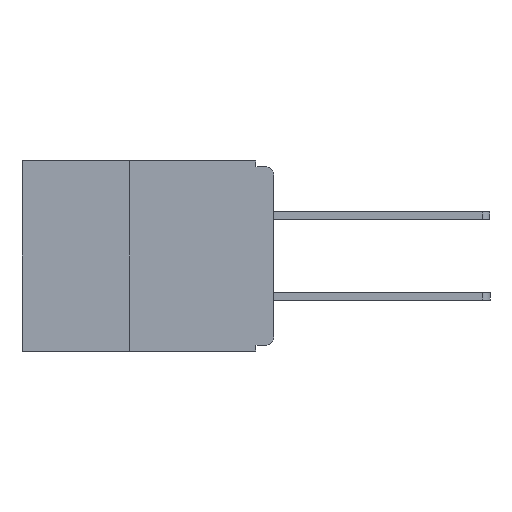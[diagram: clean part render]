
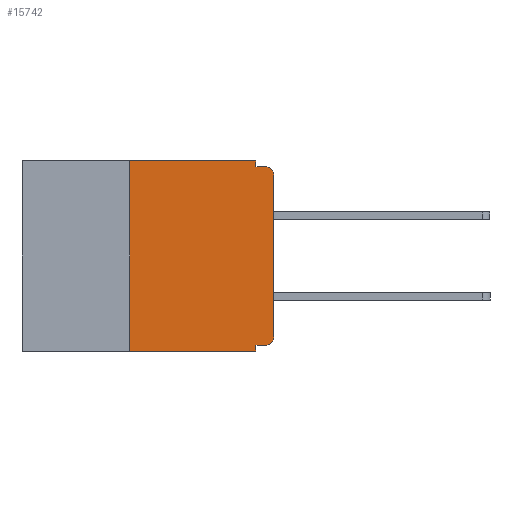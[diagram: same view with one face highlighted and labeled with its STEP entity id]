
A CAD part, left-side view. The second image highlights one B-rep face of the part: STEP entity #15742.
In plain terms, the highlighted planar face has unit normal (-1, 0, 0).
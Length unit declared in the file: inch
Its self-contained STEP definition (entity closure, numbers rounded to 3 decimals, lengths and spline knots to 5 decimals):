
#236 = VERTEX_POINT ( 'NONE', #27474 ) ;
#689 = CARTESIAN_POINT ( 'NONE',  ( 0., 0., -0.305 ) ) ;
#800 = VERTEX_POINT ( 'NONE', #17649 ) ;
#1231 = LINE ( 'NONE', #26281, #18347 ) ;
#1992 = VECTOR ( 'NONE', #31843, 39.37008 ) ;
#2157 = ORIENTED_EDGE ( 'NONE', *, *, #16678, .F. ) ;
#2277 = DIRECTION ( 'NONE',  ( 0., 0., 1. ) ) ;
#2555 = ORIENTED_EDGE ( 'NONE', *, *, #20246, .F. ) ;
#3113 = CIRCLE ( 'NONE', #19471, 0.015 ) ;
#3756 = FACE_OUTER_BOUND ( 'NONE', #32182, .T. ) ;
#3853 = ORIENTED_EDGE ( 'NONE', *, *, #18470, .F. ) ;
#4087 = DIRECTION ( 'NONE',  ( 0., 0., 1. ) ) ;
#4685 = DIRECTION ( 'NONE',  ( 0., -1., 0. ) ) ;
#5555 = CARTESIAN_POINT ( 'NONE',  ( 0., 0.015, -0.305 ) ) ;
#6659 = VERTEX_POINT ( 'NONE', #24481 ) ;
#7504 = EDGE_CURVE ( 'NONE', #800, #236, #22604, .T. ) ;
#8216 = CARTESIAN_POINT ( 'NONE',  ( 0., 0.031, 0. ) ) ;
#8313 = DIRECTION ( 'NONE',  ( 0., 0., -1. ) ) ;
#9091 = CARTESIAN_POINT ( 'NONE',  ( 0., 0.437, 0. ) ) ;
#9341 = EDGE_CURVE ( 'NONE', #26498, #236, #33676, .T. ) ;
#9888 = ORIENTED_EDGE ( 'NONE', *, *, #9341, .T. ) ;
#10155 = LINE ( 'NONE', #13224, #1992 ) ;
#11215 = ORIENTED_EDGE ( 'NONE', *, *, #30280, .F. ) ;
#11337 = LINE ( 'NONE', #34414, #24766 ) ;
#11781 = DIRECTION ( 'NONE',  ( -1., 0., 0. ) ) ;
#11852 = DIRECTION ( 'NONE',  ( 1., 0., 0. ) ) ;
#11900 = VECTOR ( 'NONE', #19548, 39.37008 ) ;
#12245 = CIRCLE ( 'NONE', #15721, 0.015 ) ;
#12300 = VECTOR ( 'NONE', #32786, 39.37008 ) ;
#12385 = EDGE_CURVE ( 'NONE', #13773, #15680, #3113, .T. ) ;
#12459 = VECTOR ( 'NONE', #34500, 39.37008 ) ;
#13224 = CARTESIAN_POINT ( 'NONE',  ( 0., 0.437, 0. ) ) ;
#13773 = VERTEX_POINT ( 'NONE', #27507 ) ;
#15268 = CARTESIAN_POINT ( 'NONE',  ( 0., 0.25, -0.33 ) ) ;
#15336 = EDGE_CURVE ( 'NONE', #26262, #33189, #1231, .T. ) ;
#15680 = VERTEX_POINT ( 'NONE', #689 ) ;
#15721 = AXIS2_PLACEMENT_3D ( 'NONE', #27818, #11781, #30461 ) ;
#15742 = ADVANCED_FACE ( 'NONE', ( #3756 ), #19766, .F. ) ;
#16678 = EDGE_CURVE ( 'NONE', #26897, #20727, #10155, .T. ) ;
#16829 = CARTESIAN_POINT ( 'NONE',  ( 0., 0.015, -0.01 ) ) ;
#17649 = CARTESIAN_POINT ( 'NONE',  ( 0., 0.031, -0.32 ) ) ;
#18347 = VECTOR ( 'NONE', #4685, 39.37008 ) ;
#18470 = EDGE_CURVE ( 'NONE', #26498, #26897, #25794, .T. ) ;
#19112 = LINE ( 'NONE', #32591, #11900 ) ;
#19471 = AXIS2_PLACEMENT_3D ( 'NONE', #5555, #24473, #8313 ) ;
#19539 = CARTESIAN_POINT ( 'NONE',  ( 0., 0.031, -0.01 ) ) ;
#19548 = DIRECTION ( 'NONE',  ( 0., 0., -1. ) ) ;
#19592 = ORIENTED_EDGE ( 'NONE', *, *, #27855, .T. ) ;
#19722 = CARTESIAN_POINT ( 'NONE',  ( 0., 0.25, 0. ) ) ;
#19766 = PLANE ( 'NONE',  #28668 ) ;
#19924 = CARTESIAN_POINT ( 'NONE',  ( 0., 0.031, -0.33 ) ) ;
#20246 = EDGE_CURVE ( 'NONE', #20727, #26262, #19112, .T. ) ;
#20727 = VERTEX_POINT ( 'NONE', #8216 ) ;
#21386 = EDGE_CURVE ( 'NONE', #6659, #33189, #12245, .T. ) ;
#21769 = VECTOR ( 'NONE', #33068, 39.37008 ) ;
#22058 = ORIENTED_EDGE ( 'NONE', *, *, #21386, .T. ) ;
#22604 = LINE ( 'NONE', #19924, #21769 ) ;
#23320 = ORIENTED_EDGE ( 'NONE', *, *, #15336, .F. ) ;
#24203 = ORIENTED_EDGE ( 'NONE', *, *, #7504, .F. ) ;
#24473 = DIRECTION ( 'NONE',  ( -1., 0., 0. ) ) ;
#24481 = CARTESIAN_POINT ( 'NONE',  ( 0., 0., -0.025 ) ) ;
#24766 = VECTOR ( 'NONE', #2277, 39.37008 ) ;
#24961 = VECTOR ( 'NONE', #4087, 39.37008 ) ;
#25588 = CARTESIAN_POINT ( 'NONE',  ( 0., 0.25, -0.33 ) ) ;
#25794 = LINE ( 'NONE', #25588, #24961 ) ;
#26262 = VERTEX_POINT ( 'NONE', #19539 ) ;
#26281 = CARTESIAN_POINT ( 'NONE',  ( 0., 0., -0.01 ) ) ;
#26498 = VERTEX_POINT ( 'NONE', #15268 ) ;
#26897 = VERTEX_POINT ( 'NONE', #19722 ) ;
#27369 = LINE ( 'NONE', #30158, #12300 ) ;
#27474 = CARTESIAN_POINT ( 'NONE',  ( 0., 0.031, -0.33 ) ) ;
#27507 = CARTESIAN_POINT ( 'NONE',  ( 0., 0.015, -0.32 ) ) ;
#27818 = CARTESIAN_POINT ( 'NONE',  ( 0., 0.015, -0.025 ) ) ;
#27855 = EDGE_CURVE ( 'NONE', #15680, #6659, #11337, .T. ) ;
#28668 = AXIS2_PLACEMENT_3D ( 'NONE', #9091, #11852, #30526 ) ;
#30158 = CARTESIAN_POINT ( 'NONE',  ( 0., 0., -0.32 ) ) ;
#30280 = EDGE_CURVE ( 'NONE', #13773, #800, #27369, .T. ) ;
#30461 = DIRECTION ( 'NONE',  ( 0., 0., -1. ) ) ;
#30526 = DIRECTION ( 'NONE',  ( 0., 0., -1. ) ) ;
#31843 = DIRECTION ( 'NONE',  ( 0., -1., 0. ) ) ;
#31903 = CARTESIAN_POINT ( 'NONE',  ( 0., 0.437, -0.33 ) ) ;
#32182 = EDGE_LOOP ( 'NONE', ( #19592, #22058, #23320, #2555, #2157, #3853, #9888, #24203, #11215, #33306 ) ) ;
#32591 = CARTESIAN_POINT ( 'NONE',  ( 0., 0.031, 0. ) ) ;
#32786 = DIRECTION ( 'NONE',  ( 0., 1., 0. ) ) ;
#33068 = DIRECTION ( 'NONE',  ( 0., 0., -1. ) ) ;
#33189 = VERTEX_POINT ( 'NONE', #16829 ) ;
#33306 = ORIENTED_EDGE ( 'NONE', *, *, #12385, .T. ) ;
#33676 = LINE ( 'NONE', #31903, #12459 ) ;
#34414 = CARTESIAN_POINT ( 'NONE',  ( 0., 0., 0. ) ) ;
#34500 = DIRECTION ( 'NONE',  ( 0., -1., 0. ) ) ;
